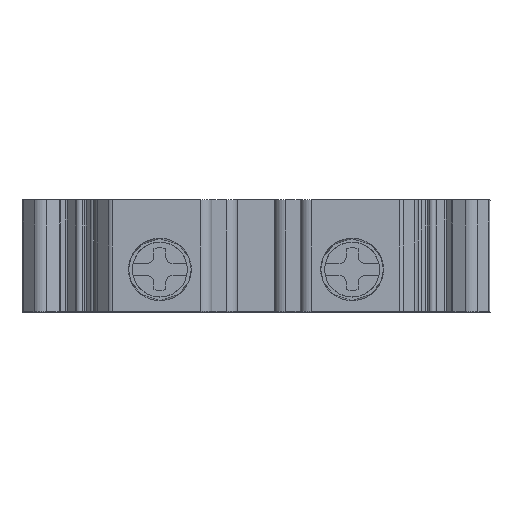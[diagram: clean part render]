
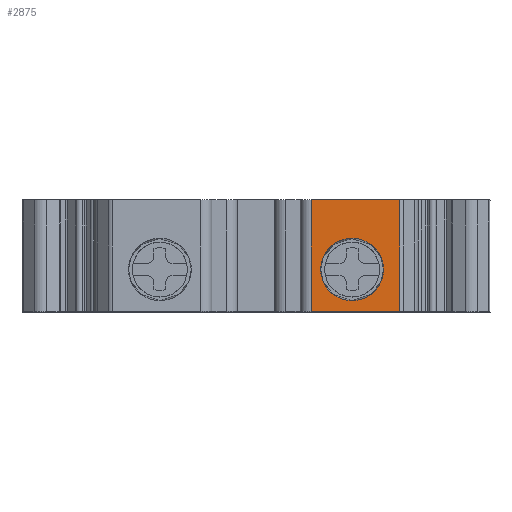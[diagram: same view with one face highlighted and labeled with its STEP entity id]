
A CAD part, top view. The second image highlights one B-rep face of the part: STEP entity #2875.
In plain terms, the highlighted planar face has unit normal (0, 0, 1).
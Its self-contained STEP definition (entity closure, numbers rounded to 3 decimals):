
#1827=CARTESIAN_POINT('',(5.024,0.,57.431));
#1828=VERTEX_POINT('',#1827);
#2801=CARTESIAN_POINT('',(13.087,0.,57.431));
#2802=VERTEX_POINT('',#2801);
#2810=CARTESIAN_POINT('',(5.024,0.,57.431));
#2811=DIRECTION('',(1.,0.,0.));
#2812=VECTOR('',#2811,8.063);
#2813=LINE('',#2810,#2812);
#2814=EDGE_CURVE('',#1828,#2802,#2813,.T.);
#2819=CARTESIAN_POINT('',(10.852,-2.574,57.431));
#2820=DIRECTION('',(0.,-1.,0.));
#2821=DIRECTION('',(-0.,0.,1.));
#2822=AXIS2_PLACEMENT_3D('',#2819,#2821,#2820);
#2823=PLANE('',#2822);
#2824=CARTESIAN_POINT('',(13.087,-10.178,57.431));
#2825=VERTEX_POINT('',#2824);
#2826=CARTESIAN_POINT('',(13.087,0.,57.431));
#2827=DIRECTION('',(0.,-1.,0.));
#2828=VECTOR('',#2827,10.178);
#2829=LINE('',#2826,#2828);
#2830=EDGE_CURVE('',#2802,#2825,#2829,.T.);
#2831=ORIENTED_EDGE('E214',*,*,#2830,.F.);
#2832=ORIENTED_EDGE('E214',*,*,#2814,.F.);
#2833=CARTESIAN_POINT('',(5.024,-10.178,57.431));
#2834=VERTEX_POINT('',#2833);
#2835=CARTESIAN_POINT('',(5.024,-10.178,57.431));
#2836=DIRECTION('',(0.,1.,0.));
#2837=VECTOR('',#2836,10.178);
#2838=LINE('',#2835,#2837);
#2839=EDGE_CURVE('',#2834,#1828,#2838,.T.);
#2840=ORIENTED_EDGE('E213',*,*,#2839,.F.);
#2841=CARTESIAN_POINT('',(13.087,-10.178,57.431));
#2842=DIRECTION('',(-1.,0.,0.));
#2843=VECTOR('',#2842,8.063);
#2844=LINE('',#2841,#2843);
#2845=EDGE_CURVE('',#2825,#2834,#2844,.T.);
#2846=ORIENTED_EDGE('E919',*,*,#2845,.F.);
#2847=EDGE_LOOP('',(#2831,#2832,#2840,#2846));
#2848=FACE_OUTER_BOUND('',#2847,.T.);
#2849=CARTESIAN_POINT('',(5.899,-6.357,57.431));
#2850=VERTEX_POINT('',#2849);
#2851=CARTESIAN_POINT('',(11.626,-6.357,57.431));
#2852=VERTEX_POINT('',#2851);
#2853=CARTESIAN_POINT('',(5.899,-6.357,57.431));
#2854=CARTESIAN_POINT('',(5.899,-5.602,57.431));
#2855=CARTESIAN_POINT('',(6.527,-4.124,57.431));
#2856=CARTESIAN_POINT('',(8.765,-3.207,57.431));
#2857=CARTESIAN_POINT('',(10.999,-4.127,57.431));
#2858=CARTESIAN_POINT('',(11.626,-5.602,57.431));
#2859=CARTESIAN_POINT('',(11.626,-6.357,57.431));
#2860=B_SPLINE_CURVE_WITH_KNOTS('',3,(#2853,#2854,#2855,#2856,#2857,#2858,#2859),.UNSPECIFIED.,.F.,.U.,(4,1,1,1,4),(0.,0.25,0.5,0.75,1.),.UNSPECIFIED.);
#2861=EDGE_CURVE('',#2850,#2852,#2860,.T.);
#2862=ORIENTED_EDGE('E215',*,*,#2861,.T.);
#2863=CARTESIAN_POINT('',(11.626,-6.357,57.431));
#2864=CARTESIAN_POINT('',(11.626,-7.111,57.431));
#2865=CARTESIAN_POINT('',(10.998,-8.589,57.431));
#2866=CARTESIAN_POINT('',(8.76,-9.506,57.431));
#2867=CARTESIAN_POINT('',(6.526,-8.586,57.431));
#2868=CARTESIAN_POINT('',(5.899,-7.111,57.431));
#2869=CARTESIAN_POINT('',(5.899,-6.357,57.431));
#2870=B_SPLINE_CURVE_WITH_KNOTS('',3,(#2863,#2864,#2865,#2866,#2867,#2868,#2869),.UNSPECIFIED.,.F.,.U.,(4,1,1,1,4),(0.,0.25,0.5,0.75,1.),.UNSPECIFIED.);
#2871=EDGE_CURVE('',#2852,#2850,#2870,.T.);
#2872=ORIENTED_EDGE('E216',*,*,#2871,.T.);
#2873=EDGE_LOOP('',(#2862,#2872));
#2874=FACE_BOUND('',#2873,.T.);
#2875=ADVANCED_FACE('F8',(#2848,#2874),#2823,.T.);
